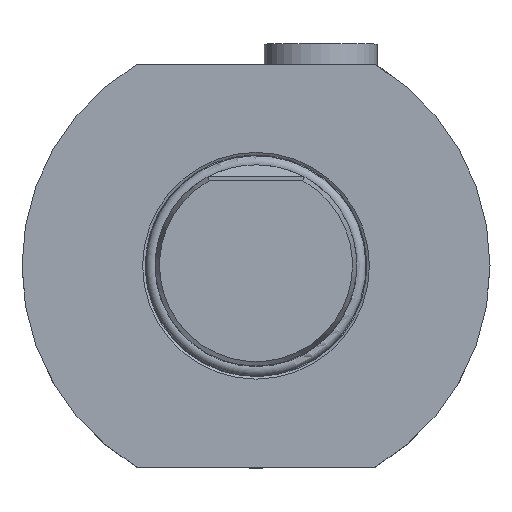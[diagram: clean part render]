
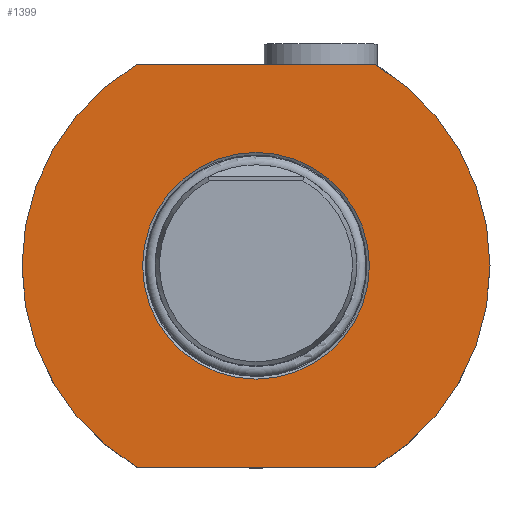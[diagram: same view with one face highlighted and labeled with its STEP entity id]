
A CAD part, top view. The second image highlights one B-rep face of the part: STEP entity #1399.
In plain terms, the highlighted planar face has unit normal (0, 0, 1).
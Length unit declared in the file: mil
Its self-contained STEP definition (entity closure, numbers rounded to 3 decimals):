
#28 = ORIENTED_EDGE ( 'NONE', *, *, #2401, .T. ) ;
#30 = LINE ( 'NONE', #1791, #1673 ) ;
#102 = CARTESIAN_POINT ( 'NONE',  ( 578.62, 984.252, 0. ) ) ;
#190 = DIRECTION ( 'NONE',  ( 0., -1., 0. ) ) ;
#220 = CARTESIAN_POINT ( 'NONE',  ( 0., 0., 0. ) ) ;
#240 = CIRCLE ( 'NONE', #1616, 1141.732 ) ;
#286 = DIRECTION ( 'NONE',  ( 1., 0., 0. ) ) ;
#310 = LINE ( 'NONE', #477, #2237 ) ;
#386 = CARTESIAN_POINT ( 'NONE',  ( 0., 0., 0. ) ) ;
#423 = CARTESIAN_POINT ( 'NONE',  ( 0., 553.15, 0. ) ) ;
#477 = CARTESIAN_POINT ( 'NONE',  ( -393.701, 984.252, 0. ) ) ;
#729 = ORIENTED_EDGE ( 'NONE', *, *, #2338, .F. ) ;
#784 = AXIS2_PLACEMENT_3D ( 'NONE', #386, #2548, #2812 ) ;
#823 = CARTESIAN_POINT ( 'NONE',  ( 578.62, -984.252, 0. ) ) ;
#871 = VERTEX_POINT ( 'NONE', #2271 ) ;
#970 = DIRECTION ( 'NONE',  ( -1., 0., 0. ) ) ;
#1102 = DIRECTION ( 'NONE',  ( 0., -1., 0. ) ) ;
#1264 = EDGE_CURVE ( 'NONE', #2216, #871, #310, .T. ) ;
#1399 = ADVANCED_FACE ( 'NONE', ( #2575, #2339 ), #1477, .F. ) ;
#1453 = ORIENTED_EDGE ( 'NONE', *, *, #1264, .T. ) ;
#1477 = PLANE ( 'NONE',  #784 ) ;
#1505 = EDGE_CURVE ( 'NONE', #1833, #871, #1563, .T. ) ;
#1563 = CIRCLE ( 'NONE', #2307, 1141.732 ) ;
#1616 = AXIS2_PLACEMENT_3D ( 'NONE', #220, #2621, #190 ) ;
#1673 = VECTOR ( 'NONE', #286, 39370.079 ) ;
#1691 = CIRCLE ( 'NONE', #1827, 553.15 ) ;
#1738 = EDGE_CURVE ( 'NONE', #2624, #2624, #1691, .T. ) ;
#1791 = CARTESIAN_POINT ( 'NONE',  ( 393.701, -984.252, 0. ) ) ;
#1827 = AXIS2_PLACEMENT_3D ( 'NONE', #1885, #2366, #1854 ) ;
#1833 = VERTEX_POINT ( 'NONE', #2144 ) ;
#1839 = EDGE_LOOP ( 'NONE', ( #2328 ) ) ;
#1854 = DIRECTION ( 'NONE',  ( 0., 1., 0. ) ) ;
#1885 = CARTESIAN_POINT ( 'NONE',  ( 0., 0., 0. ) ) ;
#1999 = DIRECTION ( 'NONE',  ( 0., 0., -1. ) ) ;
#2141 = ORIENTED_EDGE ( 'NONE', *, *, #1505, .F. ) ;
#2144 = CARTESIAN_POINT ( 'NONE',  ( -578.62, -984.252, 0. ) ) ;
#2216 = VERTEX_POINT ( 'NONE', #102 ) ;
#2237 = VECTOR ( 'NONE', #970, 39370.079 ) ;
#2271 = CARTESIAN_POINT ( 'NONE',  ( -578.62, 984.252, 0. ) ) ;
#2307 = AXIS2_PLACEMENT_3D ( 'NONE', #2654, #1999, #1102 ) ;
#2312 = VERTEX_POINT ( 'NONE', #823 ) ;
#2328 = ORIENTED_EDGE ( 'NONE', *, *, #1738, .T. ) ;
#2338 = EDGE_CURVE ( 'NONE', #2216, #2312, #240, .T. ) ;
#2339 = FACE_OUTER_BOUND ( 'NONE', #2377, .T. ) ;
#2366 = DIRECTION ( 'NONE',  ( 0., 0., -1. ) ) ;
#2377 = EDGE_LOOP ( 'NONE', ( #28, #729, #1453, #2141 ) ) ;
#2401 = EDGE_CURVE ( 'NONE', #1833, #2312, #30, .T. ) ;
#2548 = DIRECTION ( 'NONE',  ( 0., 0., -1. ) ) ;
#2575 = FACE_BOUND ( 'NONE', #1839, .T. ) ;
#2621 = DIRECTION ( 'NONE',  ( 0., 0., -1. ) ) ;
#2624 = VERTEX_POINT ( 'NONE', #423 ) ;
#2654 = CARTESIAN_POINT ( 'NONE',  ( 0., 0., 0. ) ) ;
#2812 = DIRECTION ( 'NONE',  ( -1., 0., 0. ) ) ;
